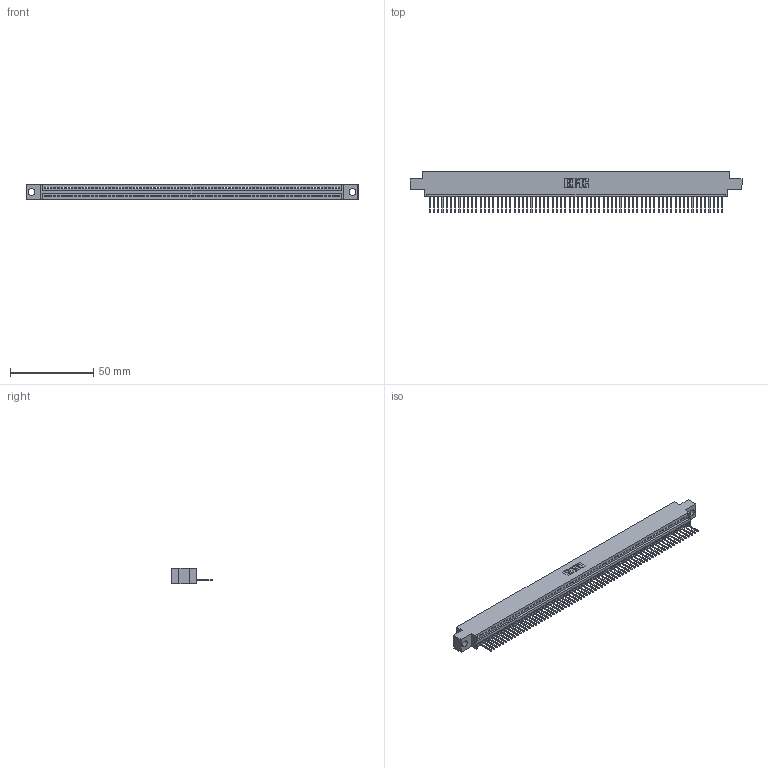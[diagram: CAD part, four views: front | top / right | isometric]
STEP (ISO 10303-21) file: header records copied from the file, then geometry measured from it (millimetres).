
FILE_DESCRIPTION (( 'STEP AP203' ), '1' );
FILE_NAME ('395-070-523-604.STEP', '2019-10-26T00:02:31', ( '' ), ( '' ), 'SwSTEP 2.0', 'SolidWorks 2016', '' );
FILE_SCHEMA (( 'CONFIG_CONTROL_DESIGN' ));
Length unit declared in the file: inch
Products named in the file (3): 345-292-001_345-293-123; 395-070-523-604; 345 Part_0.170 Offset - 0.156 Dia-TH
Assembly tree (71 placements, depth 2):
  395-070-523-604
    345 Part_0.170 Offset - 0.156 Dia-TH
    345-292-001_345-293-123  x70
Bounding box: 199.01 x 24.82 x 9.4 mm (x, y, z)
Volume: 18903.1 mm3; surface area: 25512.7 mm2
Topology: 71 solids, 71 shells, 4190 faces, 12673 edges, 8354 vertices
Faces by surface type: plane 2884, cylinder 1306
Entity records: 49067 total; most frequent: ORIENTED_EDGE 8510, CARTESIAN_POINT 8506, DIRECTION 7387, EDGE_CURVE 4255, LINE 3843, VECTOR 3843, VERTEX_POINT 2834, AXIS2_PLACEMENT_3D 1772
